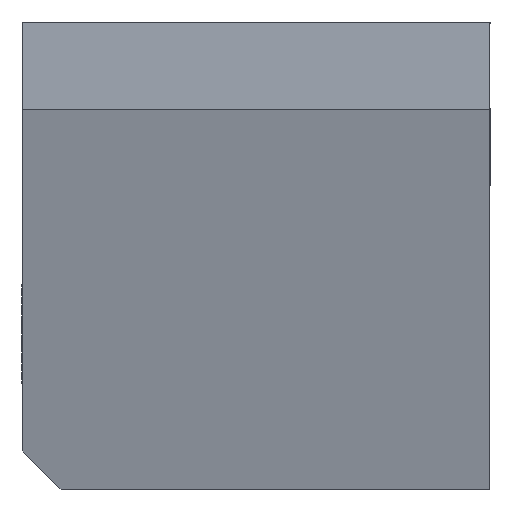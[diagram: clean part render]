
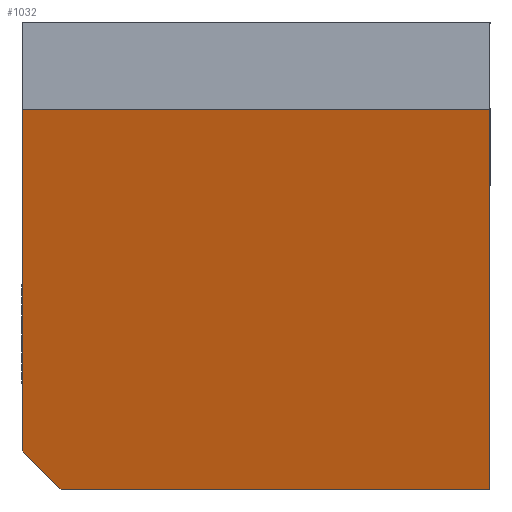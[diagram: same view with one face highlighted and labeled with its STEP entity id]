
A CAD part, left-side view. The second image highlights one B-rep face of the part: STEP entity #1032.
In plain terms, the highlighted planar face has unit normal (-0.943, 0.334, 0).
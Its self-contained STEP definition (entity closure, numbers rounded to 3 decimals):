
#1032=ADVANCED_FACE('NONE',(#2550),#2551,.F.);
#2550=FACE_OUTER_BOUND('',#4539,.T.);
#2551=PLANE('',#4540);
#4539=EDGE_LOOP('',(#8633,#8634,#8635,#8636,#8637));
#4540=AXIS2_PLACEMENT_3D('',#8638,#8639,#8640);
#8633=ORIENTED_EDGE('',*,*,#13750,.T.);
#8634=ORIENTED_EDGE('',*,*,#14206,.T.);
#8635=ORIENTED_EDGE('',*,*,#14207,.T.);
#8636=ORIENTED_EDGE('',*,*,#13730,.F.);
#8637=ORIENTED_EDGE('',*,*,#14208,.T.);
#8638=CARTESIAN_POINT('',(-4.256,-12.,24.0));
#8639=DIRECTION('',(0.942,-0.334,0.0));
#8640=DIRECTION('',(0.0,0.0,-1.0));
#13730=EDGE_CURVE('NONE',#17275,#17277,#17278,.T.);
#13750=EDGE_CURVE('NONE',#17303,#17301,#17304,.T.);
#14206=EDGE_CURVE('NONE',#17301,#18062,#18063,.T.);
#14207=EDGE_CURVE('NONE',#18062,#17277,#18064,.T.);
#14208=EDGE_CURVE('NONE',#17275,#17303,#18065,.T.);
#17275=VERTEX_POINT('NONE',#22215);
#17277=VERTEX_POINT('NONE',#22218);
#17278=LINE('',#22219,#22220);
#17301=VERTEX_POINT('NONE',#22249);
#17303=VERTEX_POINT('NONE',#22252);
#17304=LINE('',#22253,#22254);
#18062=VERTEX_POINT('NONE',#23464);
#18063=LINE('',#23465,#23466);
#18064=LINE('',#23467,#23468);
#18065=LINE('',#23469,#23470);
#22215=CARTESIAN_POINT('',(-4.256,-12.,19.5));
#22218=CARTESIAN_POINT('',(-4.256,-12.,0.0));
#22219=CARTESIAN_POINT('',(-4.256,-12.,24.0));
#22220=VECTOR('',#25798,1000.0);
#22249=CARTESIAN_POINT('',(4.256,12.,2.0));
#22252=CARTESIAN_POINT('',(4.256,12.,19.5));
#22253=CARTESIAN_POINT('',(4.256,12.,24.0));
#22254=VECTOR('',#25836,1000.0);
#23464=CARTESIAN_POINT('',(3.547,10.,0.0));
#23465=CARTESIAN_POINT('',(4.256,12.,2.0));
#23466=VECTOR('',#26295,1000.0);
#23467=CARTESIAN_POINT('',(-4.256,-12.,0.0));
#23468=VECTOR('',#26296,1000.0);
#23469=CARTESIAN_POINT('',(-4.256,-12.,19.5));
#23470=VECTOR('',#26297,1000.0);
#25798=DIRECTION('',(-0.0,-0.0,-1.0));
#25836=DIRECTION('',(-0.0,-0.0,-1.0));
#26295=DIRECTION('',(-0.243,-0.686,-0.686));
#26296=DIRECTION('',(-0.334,-0.942,-0.0));
#26297=DIRECTION('',(0.334,0.942,0.0));
